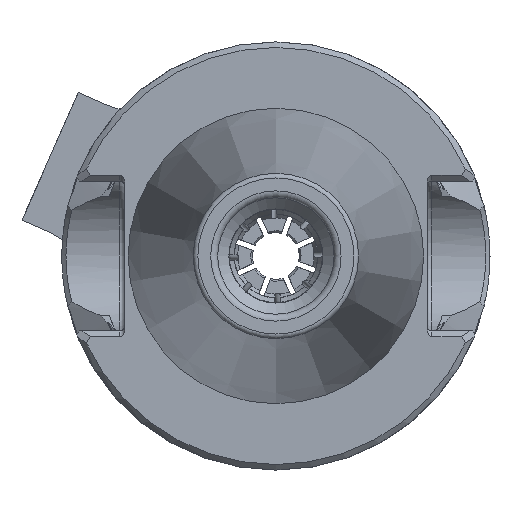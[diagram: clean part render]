
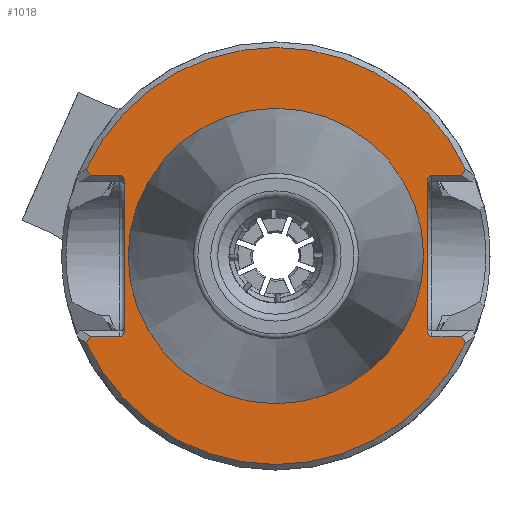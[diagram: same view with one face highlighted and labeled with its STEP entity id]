
A CAD part, left-side view. The second image highlights one B-rep face of the part: STEP entity #1018.
In plain terms, the highlighted planar face has unit normal (-1, 0, 0).
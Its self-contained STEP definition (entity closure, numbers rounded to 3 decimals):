
#1018 = ADVANCED_FACE( '', ( #2182, #2183 ), #2184, .T. );
#2182 = FACE_OUTER_BOUND( '', #4244, .T. );
#2183 = FACE_BOUND( '', #4245, .T. );
#2184 = PLANE( '', #4246 );
#4244 = EDGE_LOOP( '', ( #7235, #7236, #7237, #7238, #7239, #7240, #7241, #7242, #7243, #7244, #7245, #7246, #7247, #7248, #7249, #7250 ) );
#4245 = EDGE_LOOP( '', ( #7251 ) );
#4246 = AXIS2_PLACEMENT_3D( '', #7252, #7253, #7254 );
#7235 = ORIENTED_EDGE( '', *, *, #10733, .T. );
#7236 = ORIENTED_EDGE( '', *, *, #11252, .T. );
#7237 = ORIENTED_EDGE( '', *, *, #11253, .T. );
#7238 = ORIENTED_EDGE( '', *, *, #10848, .T. );
#7239 = ORIENTED_EDGE( '', *, *, #11254, .T. );
#7240 = ORIENTED_EDGE( '', *, *, #10495, .T. );
#7241 = ORIENTED_EDGE( '', *, *, #11255, .T. );
#7242 = ORIENTED_EDGE( '', *, *, #10804, .T. );
#7243 = ORIENTED_EDGE( '', *, *, #11256, .T. );
#7244 = ORIENTED_EDGE( '', *, *, #11173, .T. );
#7245 = ORIENTED_EDGE( '', *, *, #11116, .T. );
#7246 = ORIENTED_EDGE( '', *, *, #11081, .T. );
#7247 = ORIENTED_EDGE( '', *, *, #11257, .T. );
#7248 = ORIENTED_EDGE( '', *, *, #11258, .T. );
#7249 = ORIENTED_EDGE( '', *, *, #11259, .T. );
#7250 = ORIENTED_EDGE( '', *, *, #11260, .T. );
#7251 = ORIENTED_EDGE( '', *, *, #11261, .F. );
#7252 = CARTESIAN_POINT( '', ( 2., 0., 15.861 ) );
#7253 = DIRECTION( '', ( -1., 0., 0. ) );
#7254 = DIRECTION( '', ( 0., 0., 1. ) );
#10495 = EDGE_CURVE( '', #13445, #13443, #13446, .F. );
#10733 = EDGE_CURVE( '', #13869, #13867, #13870, .T. );
#10804 = EDGE_CURVE( '', #13994, #13992, #13995, .T. );
#10848 = EDGE_CURVE( '', #14070, #14071, #14072, .F. );
#11081 = EDGE_CURVE( '', #14444, #14445, #14446, .F. );
#11116 = EDGE_CURVE( '', #14499, #14444, #14500, .T. );
#11173 = EDGE_CURVE( '', #14586, #14499, #14587, .T. );
#11252 = EDGE_CURVE( '', #13867, #14709, #14710, .T. );
#11253 = EDGE_CURVE( '', #14709, #14070, #14711, .T. );
#11254 = EDGE_CURVE( '', #14071, #13445, #14712, .T. );
#11255 = EDGE_CURVE( '', #13443, #13994, #14713, .T. );
#11256 = EDGE_CURVE( '', #13992, #14586, #14714, .T. );
#11257 = EDGE_CURVE( '', #14445, #14715, #14716, .T. );
#11258 = EDGE_CURVE( '', #14715, #14717, #14718, .F. );
#11259 = EDGE_CURVE( '', #14717, #14719, #14720, .T. );
#11260 = EDGE_CURVE( '', #14719, #13869, #14721, .T. );
#11261 = EDGE_CURVE( '', #14722, #14722, #14723, .T. );
#13443 = VERTEX_POINT( '', #16617 );
#13445 = VERTEX_POINT( '', #16620 );
#13446 = ELLIPSE( '', #16621, 0.707, 0.5 );
#13867 = VERTEX_POINT( '', #17526 );
#13869 = VERTEX_POINT( '', #17534 );
#13870 = CIRCLE( '', #17535, 22.4 );
#13992 = VERTEX_POINT( '', #17789 );
#13994 = VERTEX_POINT( '', #17797 );
#13995 = B_SPLINE_CURVE_WITH_KNOTS( '', 1, ( #17798, #17799 ), .UNSPECIFIED., .F., .F., ( 2, 2 ), ( 0., 0.821 ), .UNSPECIFIED. );
#14070 = VERTEX_POINT( '', #17958 );
#14071 = VERTEX_POINT( '', #17959 );
#14072 = ELLIPSE( '', #17960, 0.707, 0.5 );
#14444 = VERTEX_POINT( '', #18731 );
#14445 = VERTEX_POINT( '', #18732 );
#14446 = ELLIPSE( '', #18733, 0.707, 0.5 );
#14499 = VERTEX_POINT( '', #18857 );
#14500 = LINE( '', #18858, #18859 );
#14586 = VERTEX_POINT( '', #19102 );
#14587 = B_SPLINE_CURVE_WITH_KNOTS( '', 1, ( #19103, #19104 ), .UNSPECIFIED., .F., .F., ( 2, 2 ), ( 0.179, 1. ), .UNSPECIFIED. );
#14709 = VERTEX_POINT( '', #19429 );
#14710 = B_SPLINE_CURVE_WITH_KNOTS( '', 1, ( #19430, #19431 ), .UNSPECIFIED., .F., .F., ( 2, 2 ), ( 0.179, 1. ), .UNSPECIFIED. );
#14711 = LINE( '', #19432, #19433 );
#14712 = LINE( '', #19434, #19435 );
#14713 = LINE( '', #19436, #19437 );
#14714 = CIRCLE( '', #19438, 22.4 );
#14715 = VERTEX_POINT( '', #19439 );
#14716 = LINE( '', #19440, #19441 );
#14717 = VERTEX_POINT( '', #19442 );
#14718 = ELLIPSE( '', #19443, 0.707, 0.5 );
#14719 = VERTEX_POINT( '', #19444 );
#14720 = LINE( '', #19445, #19446 );
#14721 = B_SPLINE_CURVE_WITH_KNOTS( '', 1, ( #19447, #19448 ), .UNSPECIFIED., .F., .F., ( 2, 2 ), ( 0., 0.821 ), .UNSPECIFIED. );
#14722 = VERTEX_POINT( '', #19449 );
#14723 = CIRCLE( '', #19450, 15.861 );
#16617 = CARTESIAN_POINT( '', ( 2., 16.75, -8.65 ) );
#16620 = CARTESIAN_POINT( '', ( 2., 16.25, -7.943 ) );
#16621 = AXIS2_PLACEMENT_3D( '', #22461, #22462, #22463 );
#17526 = CARTESIAN_POINT( '', ( 2., 20.361, 9.337 ) );
#17534 = CARTESIAN_POINT( '', ( 2., -20.361, 9.337 ) );
#17535 = AXIS2_PLACEMENT_3D( '', #22722, #22723, #22724 );
#17789 = CARTESIAN_POINT( '', ( 2., 20.361, -9.337 ) );
#17797 = CARTESIAN_POINT( '', ( 2., 19.923, -8.65 ) );
#17798 = CARTESIAN_POINT( '', ( 2., 19.923, -8.65 ) );
#17799 = CARTESIAN_POINT( '', ( 2., 20.361, -9.337 ) );
#17958 = CARTESIAN_POINT( '', ( 2., 16.75, 8.65 ) );
#17959 = CARTESIAN_POINT( '', ( 2., 16.25, 7.943 ) );
#17960 = AXIS2_PLACEMENT_3D( '', #22837, #22838, #22839 );
#18731 = CARTESIAN_POINT( '', ( 2., -16.75, -8.65 ) );
#18732 = CARTESIAN_POINT( '', ( 2., -16.25, -7.943 ) );
#18733 = AXIS2_PLACEMENT_3D( '', #23078, #23079, #23080 );
#18857 = CARTESIAN_POINT( '', ( 2., -19.923, -8.65 ) );
#18858 = CARTESIAN_POINT( '', ( 2., -16.25, -8.65 ) );
#18859 = VECTOR( '', #23118, 1000. );
#19102 = CARTESIAN_POINT( '', ( 2., -20.361, -9.337 ) );
#19103 = CARTESIAN_POINT( '', ( 2., -20.361, -9.337 ) );
#19104 = CARTESIAN_POINT( '', ( 2., -19.923, -8.65 ) );
#19429 = CARTESIAN_POINT( '', ( 2., 19.923, 8.65 ) );
#19430 = CARTESIAN_POINT( '', ( 2., 20.361, 9.337 ) );
#19431 = CARTESIAN_POINT( '', ( 2., 19.923, 8.65 ) );
#19432 = CARTESIAN_POINT( '', ( 2., 16.25, 8.65 ) );
#19433 = VECTOR( '', #23279, 1000. );
#19434 = CARTESIAN_POINT( '', ( 2., 16.25, 15.861 ) );
#19435 = VECTOR( '', #23280, 1000. );
#19436 = CARTESIAN_POINT( '', ( 2., 21.064, -8.65 ) );
#19437 = VECTOR( '', #23281, 1000. );
#19438 = AXIS2_PLACEMENT_3D( '', #23282, #23283, #23284 );
#19439 = CARTESIAN_POINT( '', ( 2., -16.25, 7.943 ) );
#19440 = CARTESIAN_POINT( '', ( 2., -16.25, 15.861 ) );
#19441 = VECTOR( '', #23285, 1000. );
#19442 = CARTESIAN_POINT( '', ( 2., -16.75, 8.65 ) );
#19443 = AXIS2_PLACEMENT_3D( '', #23286, #23287, #23288 );
#19444 = CARTESIAN_POINT( '', ( 2., -19.923, 8.65 ) );
#19445 = CARTESIAN_POINT( '', ( 2., -21.064, 8.65 ) );
#19446 = VECTOR( '', #23289, 1000. );
#19447 = CARTESIAN_POINT( '', ( 2., -19.923, 8.65 ) );
#19448 = CARTESIAN_POINT( '', ( 2., -20.361, 9.337 ) );
#19449 = CARTESIAN_POINT( '', ( 2., 0., 15.861 ) );
#19450 = AXIS2_PLACEMENT_3D( '', #23290, #23291, #23292 );
#22461 = CARTESIAN_POINT( '', ( 2., 16.75, -7.943 ) );
#22462 = DIRECTION( '', ( -1., 0., 0. ) );
#22463 = DIRECTION( '', ( 0., 0., 1. ) );
#22722 = CARTESIAN_POINT( '', ( 2., 0., 0. ) );
#22723 = DIRECTION( '', ( -1., 0., 0. ) );
#22724 = DIRECTION( '', ( 0., 0., 1. ) );
#22837 = CARTESIAN_POINT( '', ( 2., 16.75, 7.943 ) );
#22838 = DIRECTION( '', ( -1., 0., 0. ) );
#22839 = DIRECTION( '', ( 0., 0., 1. ) );
#23078 = CARTESIAN_POINT( '', ( 2., -16.75, -7.943 ) );
#23079 = DIRECTION( '', ( -1., 0., 0. ) );
#23080 = DIRECTION( '', ( 0., 0., -1. ) );
#23118 = DIRECTION( '', ( 0., 1., 0. ) );
#23279 = DIRECTION( '', ( 0., -1., 0. ) );
#23280 = DIRECTION( '', ( 0., 0., -1. ) );
#23281 = DIRECTION( '', ( 0., 1., 0. ) );
#23282 = CARTESIAN_POINT( '', ( 2., 0., 0. ) );
#23283 = DIRECTION( '', ( -1., 0., 0. ) );
#23284 = DIRECTION( '', ( 0., 0., 1. ) );
#23285 = DIRECTION( '', ( 0., 0., 1. ) );
#23286 = CARTESIAN_POINT( '', ( 2., -16.75, 7.943 ) );
#23287 = DIRECTION( '', ( -1., 0., 0. ) );
#23288 = DIRECTION( '', ( 0., 0., -1. ) );
#23289 = DIRECTION( '', ( 0., -1., 0. ) );
#23290 = CARTESIAN_POINT( '', ( 2., 0., 0. ) );
#23291 = DIRECTION( '', ( -1., 0., 0. ) );
#23292 = DIRECTION( '', ( 0., 0., 1. ) );
